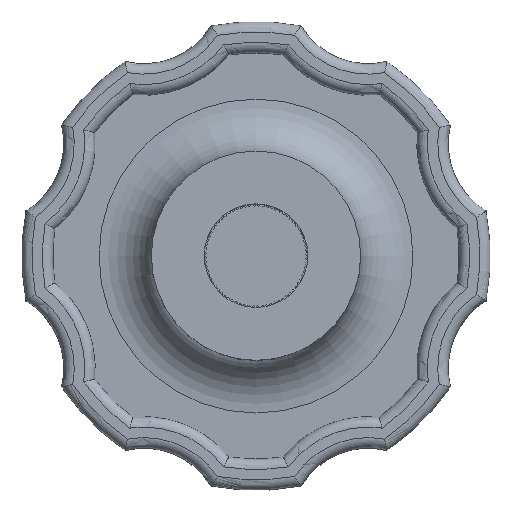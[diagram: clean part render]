
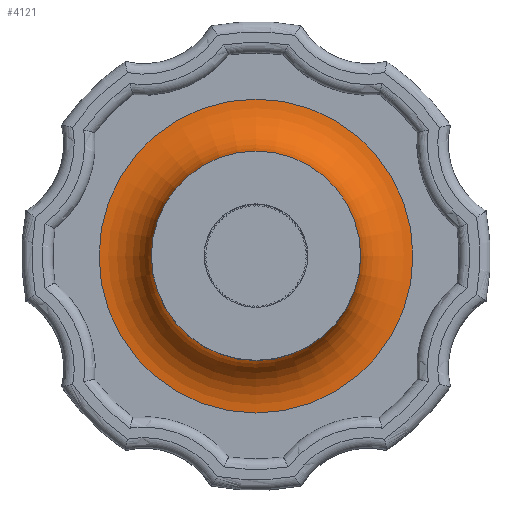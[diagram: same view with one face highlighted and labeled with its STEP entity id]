
A CAD part, top view. The second image highlights one B-rep face of the part: STEP entity #4121.
In plain terms, the highlighted toroidal (fillet/blend) face has major radius 15 mm and minor radius 5 mm.
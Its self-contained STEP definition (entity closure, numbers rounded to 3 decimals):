
#1183=FACE_OUTER_BOUND('',#1416,.T.);
#1416=EDGE_LOOP('',(#2808,#2809,#2810,#2811));
#1653=CIRCLE('',#4369,10.);
#1654=CIRCLE('',#4370,5.);
#1655=CIRCLE('',#4371,15.);
#1771=VERTEX_POINT('',#5891);
#1772=VERTEX_POINT('',#5893);
#2176=EDGE_CURVE('',#1771,#1771,#1653,.T.);
#2177=EDGE_CURVE('',#1771,#1772,#1654,.T.);
#2178=EDGE_CURVE('',#1772,#1772,#1655,.T.);
#2808=ORIENTED_EDGE('',*,*,#2176,.T.);
#2809=ORIENTED_EDGE('',*,*,#2177,.T.);
#2810=ORIENTED_EDGE('',*,*,#2178,.T.);
#2811=ORIENTED_EDGE('',*,*,#2177,.F.);
#4072=TOROIDAL_SURFACE('',#4368,15.,5.);
#4121=ADVANCED_FACE('',(#1183),#4072,.F.);
#4368=AXIS2_PLACEMENT_3D('',#5890,#4721,#4722);
#4369=AXIS2_PLACEMENT_3D('',#5892,#4723,#4724);
#4370=AXIS2_PLACEMENT_3D('',#5894,#4725,#4726);
#4371=AXIS2_PLACEMENT_3D('',#5895,#4727,#4728);
#4721=DIRECTION('center_axis',(0.,0.,-1.));
#4722=DIRECTION('ref_axis',(-1.,0.,0.));
#4723=DIRECTION('center_axis',(0.,0.,-1.));
#4724=DIRECTION('ref_axis',(-1.,0.,0.));
#4725=DIRECTION('center_axis',(0.,-1.,0.));
#4726=DIRECTION('ref_axis',(1.,0.,0.));
#4727=DIRECTION('center_axis',(0.,0.,1.));
#4728=DIRECTION('ref_axis',(-1.,0.,0.));
#5890=CARTESIAN_POINT('Origin',(0.,0.,8.));
#5891=CARTESIAN_POINT('',(10.,0.,8.));
#5892=CARTESIAN_POINT('Origin',(0.,0.,8.));
#5893=CARTESIAN_POINT('',(15.,0.,3.));
#5894=CARTESIAN_POINT('Origin',(15.,0.,8.));
#5895=CARTESIAN_POINT('Origin',(0.,0.,3.));
